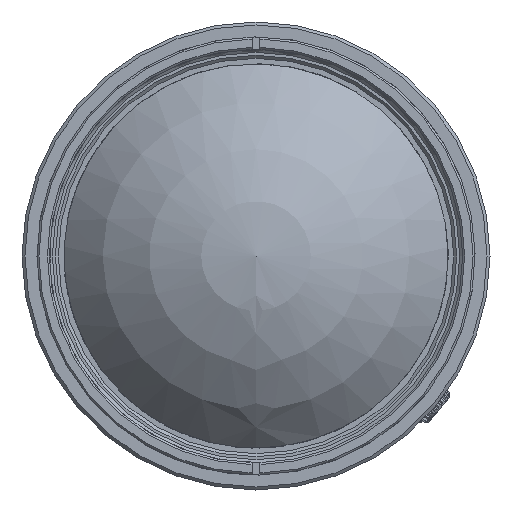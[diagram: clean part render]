
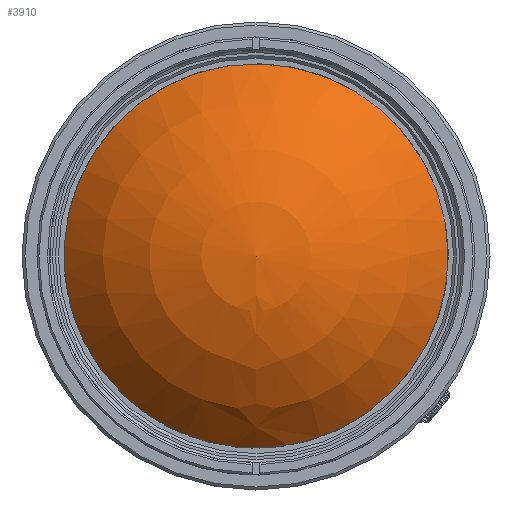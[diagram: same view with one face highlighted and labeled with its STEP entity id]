
A CAD part, front view. The second image highlights one B-rep face of the part: STEP entity #3910.
In plain terms, the highlighted spherical face has radius 24.5 mm.
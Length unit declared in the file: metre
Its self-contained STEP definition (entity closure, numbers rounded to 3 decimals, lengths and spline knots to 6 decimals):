
#3910=ADVANCED_FACE('32:109703',(#8340),#8341,.T.);
#8340=FACE_OUTER_BOUND('',#19799,.T.);
#8341=SPHERICAL_SURFACE('',#19800,0.0245);
#19799=EDGE_LOOP('',(#31006));
#19800=AXIS2_PLACEMENT_3D('',#31007,#31008,#31009);
#31006=ORIENTED_EDGE('',*,*,#37835,.T.);
#31007=CARTESIAN_POINT('',(0.,-0.007065,0.));
#31008=DIRECTION('',(0.,1.0,0.));
#31009=DIRECTION('',(0.,0.,-1.0));
#37835=EDGE_CURVE('32:121220',#45189,#45189,#45190,.T.);
#45189=VERTEX_POINT('',#62000);
#45190=B_SPLINE_CURVE_WITH_KNOTS('',3,(#62001,#62002,#62003,#62004,#62005,#62006,#62007,#62008,#62009,#62010,#62011,#62012,#62013,#62014,#62015,#62016,#62017,#62018,#62019,#62020,#62021,#62022,#62023,#62024,#62025,#62026,#62027,#62028,#62029,#62030,#62031,#62032,#62033,#62034,#62035,#62036,#62037,#62038,#62039,#62040,#62041,#62042,#62043,#62044,#62045,#62046,#62047,#62048,#62049,#62050,#62051,#62052,#62053,#62054,#62055,#62056,#62057,#62058,#62059,#62060,#62061,#62062,#62063,#62064,#62065,#62066,#62067,#62068,#62069,#62070,#62071,#62072,#62073,#62074,#62075,#62076,#62077,#62078,#62079,#62080,#62081,#62082,#62083,#62084,#62085,#62086,#62087,#62088,#62089,#62090,#62091,#62092,#62093,#62094,#62095,#62096,#62097,#62098,#62099,#62100,#62101,#62102,#62103,#62104),.UNSPECIFIED.,.T.,.F.,(2,2,2,2,2,2,2,2,2,2,1,2,2,2,2,2,2,2,2,2,2,2,2,2,2,2,2,2,2,2,1,2,2,2,2,2,2,2,2,2,2,2,2,2,2,2,2,2,2,2,2,2,2,2,2),(-0.003771,0.0,0.003771,0.005656,0.007542,0.011313,0.013198,0.015083,0.018854,0.02074,0.022625,0.024511,0.025453,0.026396,0.030167,0.032052,0.033938,0.037709,0.039594,0.041479,0.04525,0.047136,0.049021,0.050907,0.052792,0.056563,0.058448,0.060334,0.064105,0.06599,0.067876,0.069761,0.071646,0.075417,0.077303,0.078245,0.079188,0.082959,0.084844,0.08673,0.090501,0.092386,0.094272,0.096157,0.098042,0.101813,0.103699,0.105584,0.109355,0.11124,0.113126,0.115011,0.116897,0.120668,0.124438),.UNSPECIFIED.);
#62000=CARTESIAN_POINT('',(0.013647,-0.022157,-0.013647));
#62001=CARTESIAN_POINT('',(0.012746,-0.022157,-0.014549));
#62002=CARTESIAN_POINT('',(0.014549,-0.022157,-0.012746));
#62003=CARTESIAN_POINT('',(0.015347,-0.022157,-0.011771));
#62004=CARTESIAN_POINT('',(0.016395,-0.022157,-0.010202));
#62005=CARTESIAN_POINT('',(0.016719,-0.022157,-0.009662));
#62006=CARTESIAN_POINT('',(0.017317,-0.022157,-0.008545));
#62007=CARTESIAN_POINT('',(0.017591,-0.022157,-0.007966));
#62008=CARTESIAN_POINT('',(0.018316,-0.022157,-0.006213));
#62009=CARTESIAN_POINT('',(0.018681,-0.022157,-0.00501));
#62010=CARTESIAN_POINT('',(0.019051,-0.022157,-0.003155));
#62011=CARTESIAN_POINT('',(0.019145,-0.022157,-0.002525));
#62012=CARTESIAN_POINT('',(0.019269,-0.022157,-0.001259));
#62013=CARTESIAN_POINT('',(0.0193,-0.022157,-0.000628));
#62014=CARTESIAN_POINT('',(0.0193,-0.022157,0.001261));
#62015=CARTESIAN_POINT('',(0.019178,-0.022157,0.002513));
#62016=CARTESIAN_POINT('',(0.018807,-0.022157,0.00438));
#62017=CARTESIAN_POINT('',(0.018652,-0.022157,0.005));
#62018=CARTESIAN_POINT('',(0.018285,-0.022157,0.006209));
#62019=CARTESIAN_POINT('',(0.017861,-0.022157,0.007394));
#62020=CARTESIAN_POINT('',(0.017323,-0.022157,0.008532));
#62021=CARTESIAN_POINT('',(0.016877,-0.022157,0.009367));
#62022=CARTESIAN_POINT('',(0.016722,-0.022157,0.009642));
#62023=CARTESIAN_POINT('',(0.016395,-0.022157,0.010187));
#62024=CARTESIAN_POINT('',(0.016225,-0.022157,0.010457));
#62025=CARTESIAN_POINT('',(0.015343,-0.022157,0.011777));
#62026=CARTESIAN_POINT('',(0.014544,-0.022157,0.012749));
#62027=CARTESIAN_POINT('',(0.01321,-0.022157,0.014085));
#62028=CARTESIAN_POINT('',(0.012742,-0.022157,0.01451));
#62029=CARTESIAN_POINT('',(0.01176,-0.022157,0.015317));
#62030=CARTESIAN_POINT('',(0.011248,-0.022157,0.015696));
#62031=CARTESIAN_POINT('',(0.009674,-0.022157,0.016748));
#62032=CARTESIAN_POINT('',(0.008566,-0.022157,0.017341));
#62033=CARTESIAN_POINT('',(0.006814,-0.022157,0.018068));
#62034=CARTESIAN_POINT('',(0.006212,-0.022157,0.018284));
#62035=CARTESIAN_POINT('',(0.004999,-0.022157,0.018652));
#62036=CARTESIAN_POINT('',(0.004387,-0.022157,0.018805));
#62037=CARTESIAN_POINT('',(0.002537,-0.022157,0.019174));
#62038=CARTESIAN_POINT('',(0.001284,-0.022157,0.019299));
#62039=CARTESIAN_POINT('',(-0.000627,-0.022157,0.0193));
#62040=CARTESIAN_POINT('',(-0.001261,-0.022157,0.019269));
#62041=CARTESIAN_POINT('',(-0.002515,-0.022157,0.019146));
#62042=CARTESIAN_POINT('',(-0.003137,-0.022157,0.019054));
#62043=CARTESIAN_POINT('',(-0.004371,-0.022157,0.018809));
#62044=CARTESIAN_POINT('',(-0.004982,-0.022157,0.018657));
#62045=CARTESIAN_POINT('',(-0.006194,-0.022157,0.01829));
#62046=CARTESIAN_POINT('',(-0.006797,-0.022157,0.018075));
#62047=CARTESIAN_POINT('',(-0.008551,-0.022157,0.017349));
#62048=CARTESIAN_POINT('',(-0.00966,-0.022157,0.016756));
#62049=CARTESIAN_POINT('',(-0.011233,-0.022157,0.015707));
#62050=CARTESIAN_POINT('',(-0.011743,-0.022157,0.015329));
#62051=CARTESIAN_POINT('',(-0.012728,-0.022157,0.014522));
#62052=CARTESIAN_POINT('',(-0.013197,-0.022157,0.014097));
#62053=CARTESIAN_POINT('',(-0.014533,-0.022157,0.012762));
#62054=CARTESIAN_POINT('',(-0.015332,-0.022157,0.011791));
#62055=CARTESIAN_POINT('',(-0.016391,-0.022157,0.01021));
#62056=CARTESIAN_POINT('',(-0.01672,-0.022157,0.009662));
#62057=CARTESIAN_POINT('',(-0.017316,-0.022157,0.008547));
#62058=CARTESIAN_POINT('',(-0.017855,-0.022157,0.007409));
#62059=CARTESIAN_POINT('',(-0.01828,-0.022157,0.006225));
#62060=CARTESIAN_POINT('',(-0.018647,-0.022157,0.005018));
#62061=CARTESIAN_POINT('',(-0.018803,-0.022157,0.004399));
#62062=CARTESIAN_POINT('',(-0.019176,-0.022157,0.00253));
#62063=CARTESIAN_POINT('',(-0.019299,-0.022157,0.001277));
#62064=CARTESIAN_POINT('',(-0.019301,-0.022157,-0.00061));
#62065=CARTESIAN_POINT('',(-0.019271,-0.022157,-0.001241));
#62066=CARTESIAN_POINT('',(-0.019178,-0.022157,-0.002189));
#62067=CARTESIAN_POINT('',(-0.019139,-0.022157,-0.002506));
#62068=CARTESIAN_POINT('',(-0.019046,-0.022157,-0.003134));
#62069=CARTESIAN_POINT('',(-0.018992,-0.022157,-0.003446));
#62070=CARTESIAN_POINT('',(-0.018685,-0.022157,-0.004994));
#62071=CARTESIAN_POINT('',(-0.018322,-0.022157,-0.006197));
#62072=CARTESIAN_POINT('',(-0.017598,-0.022157,-0.007949));
#62073=CARTESIAN_POINT('',(-0.017326,-0.022157,-0.008527));
#62074=CARTESIAN_POINT('',(-0.016728,-0.022157,-0.009647));
#62075=CARTESIAN_POINT('',(-0.016404,-0.022157,-0.010188));
#62076=CARTESIAN_POINT('',(-0.015357,-0.022157,-0.011758));
#62077=CARTESIAN_POINT('',(-0.01456,-0.022157,-0.012732));
#62078=CARTESIAN_POINT('',(-0.013212,-0.022157,-0.014084));
#62079=CARTESIAN_POINT('',(-0.012741,-0.022157,-0.014511));
#62080=CARTESIAN_POINT('',(-0.011766,-0.022157,-0.015312));
#62081=CARTESIAN_POINT('',(-0.011261,-0.022157,-0.015687));
#62082=CARTESIAN_POINT('',(-0.010217,-0.022157,-0.016386));
#62083=CARTESIAN_POINT('',(-0.009677,-0.022157,-0.016711));
#62084=CARTESIAN_POINT('',(-0.008562,-0.022157,-0.017308));
#62085=CARTESIAN_POINT('',(-0.007984,-0.022157,-0.017583));
#62086=CARTESIAN_POINT('',(-0.006229,-0.022157,-0.018311));
#62087=CARTESIAN_POINT('',(-0.005026,-0.022157,-0.018677));
#62088=CARTESIAN_POINT('',(-0.003172,-0.022157,-0.019048));
#62089=CARTESIAN_POINT('',(-0.002546,-0.022157,-0.019142));
#62090=CARTESIAN_POINT('',(-0.001278,-0.022157,-0.019268));
#62091=CARTESIAN_POINT('',(-0.000645,-0.022157,-0.019299));
#62092=CARTESIAN_POINT('',(0.001245,-0.022157,-0.019301));
#62093=CARTESIAN_POINT('',(0.002496,-0.022157,-0.01918));
#62094=CARTESIAN_POINT('',(0.004361,-0.022157,-0.018812));
#62095=CARTESIAN_POINT('',(0.004982,-0.022157,-0.018657));
#62096=CARTESIAN_POINT('',(0.006192,-0.022157,-0.01829));
#62097=CARTESIAN_POINT('',(0.006785,-0.022157,-0.018079));
#62098=CARTESIAN_POINT('',(0.007947,-0.022157,-0.017599));
#62099=CARTESIAN_POINT('',(0.008516,-0.022157,-0.017331));
#62100=CARTESIAN_POINT('',(0.00963,-0.022157,-0.016738));
#62101=CARTESIAN_POINT('',(0.010175,-0.022157,-0.016412));
#62102=CARTESIAN_POINT('',(0.011765,-0.022157,-0.015353));
#62103=CARTESIAN_POINT('',(0.012746,-0.022157,-0.014549));
#62104=CARTESIAN_POINT('',(0.014549,-0.022157,-0.012746));
